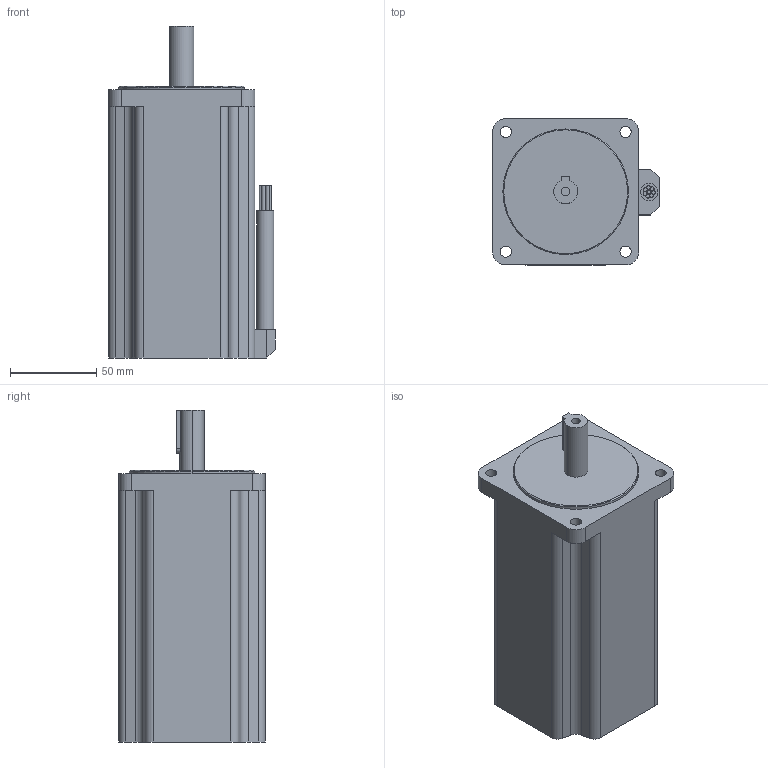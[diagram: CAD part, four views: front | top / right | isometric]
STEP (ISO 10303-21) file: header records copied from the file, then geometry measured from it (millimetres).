
FILE_DESCRIPTION((''),'2;1');
FILE_NAME('ASM0004_ASM','2021-01-29T14:45:47',('MS05244'),(''),'CREO PARAMETRIC BY PTC INC, 2018100','CREO PARAMETRIC BY PTC INC, 2018100','');
FILE_SCHEMA(('CONFIG_CONTROL_DESIGN'));
Length unit declared in the file: millimetre
Products named in the file (5): _6_AF0_1_1_2_1; AM34HD3402-M02_1_AF0_ASM_1_1_2__ASM; AM34HD3402-M02_ASM_1_1_2_ASM_1_ASM; ASM0003_ASM_1_ASM; ASM0004_ASM
Assembly tree (4 placements, depth 5):
  ASM0004_ASM
    ASM0003_ASM_1_ASM
      AM34HD3402-M02_ASM_1_1_2_ASM_1_ASM
        AM34HD3402-M02_1_AF0_ASM_1_1_2__ASM
          _6_AF0_1_1_2_1
Bounding box: 97 x 85 x 193 mm (x, y, z)
Volume: 1023044.2 mm3; surface area: 68829.1 mm2
Topology: 1 solids, 1 shells, 91 faces, 227 edges, 150 vertices
Faces by surface type: cylinder 49, plane 40, cone 2
Entity records: 2921 total; most frequent: DIRECTION 532, CARTESIAN_POINT 491, ORIENTED_EDGE 454, EDGE_CURVE 227, AXIS2_PLACEMENT_3D 203, VERTEX_POINT 150, VECTOR 126, LINE 126
